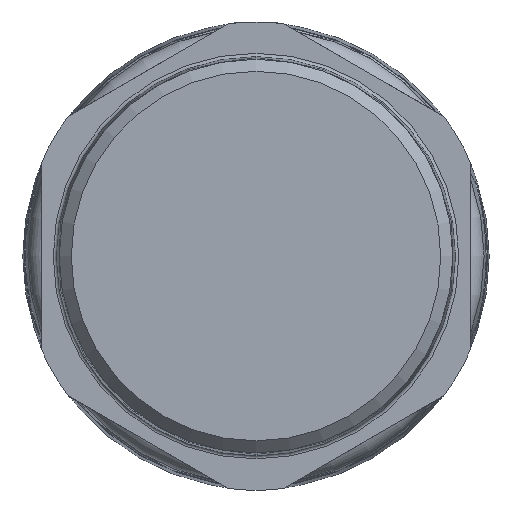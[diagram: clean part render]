
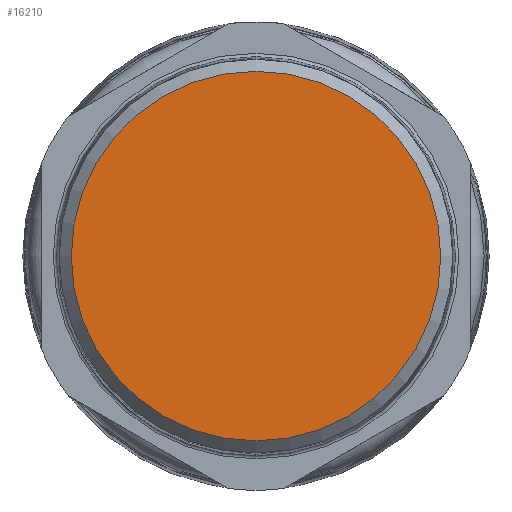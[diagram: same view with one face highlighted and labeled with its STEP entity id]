
A CAD part, left-side view. The second image highlights one B-rep face of the part: STEP entity #16210.
In plain terms, the highlighted planar face has unit normal (-1, 0, 0).
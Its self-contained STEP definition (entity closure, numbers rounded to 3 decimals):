
#2407=PLANE('',#17812);
#3274=FACE_OUTER_BOUND('',#4161,.T.);
#4161=EDGE_LOOP('',(#14336,#14337));
#4996=CIRCLE('',#17813,27.943);
#4997=CIRCLE('',#17814,27.943);
#7251=VERTEX_POINT('',#34386);
#7252=VERTEX_POINT('',#34387);
#9624=EDGE_CURVE('',#7251,#7252,#4996,.T.);
#9625=EDGE_CURVE('',#7252,#7251,#4997,.T.);
#14336=ORIENTED_EDGE('',*,*,#9624,.T.);
#14337=ORIENTED_EDGE('',*,*,#9625,.T.);
#16210=ADVANCED_FACE('',(#3274),#2407,.T.);
#17812=AXIS2_PLACEMENT_3D('',#34385,#21632,#21633);
#17813=AXIS2_PLACEMENT_3D('',#34388,#21634,#21635);
#17814=AXIS2_PLACEMENT_3D('',#34389,#21636,#21637);
#21632=DIRECTION('center_axis',(-1.,0.,0.));
#21633=DIRECTION('ref_axis',(0.,0.,
-1.));
#21634=DIRECTION('center_axis',(-1.,0.,0.));
#21635=DIRECTION('ref_axis',(0.,0.,
1.));
#21636=DIRECTION('center_axis',(-1.,0.,0.));
#21637=DIRECTION('ref_axis',(0.,0.,
1.));
#34385=CARTESIAN_POINT('Origin',(-62.268,0.,
29.704));
#34386=CARTESIAN_POINT('',(-62.268,0.,27.943));
#34387=CARTESIAN_POINT('',(-62.268,0.,-27.943));
#34388=CARTESIAN_POINT('Origin',(-62.268,0.,
0.));
#34389=CARTESIAN_POINT('Origin',(-62.268,0.,
0.));
